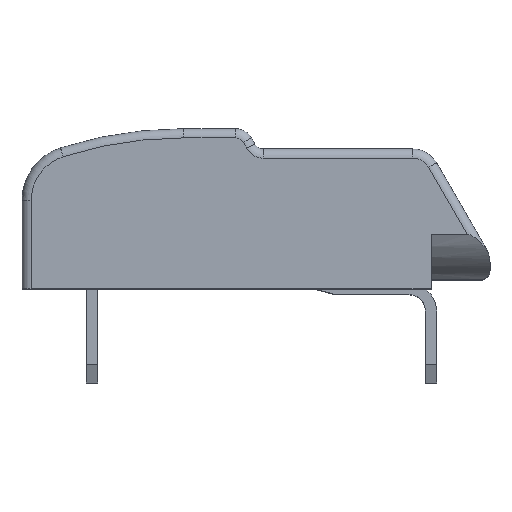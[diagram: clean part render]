
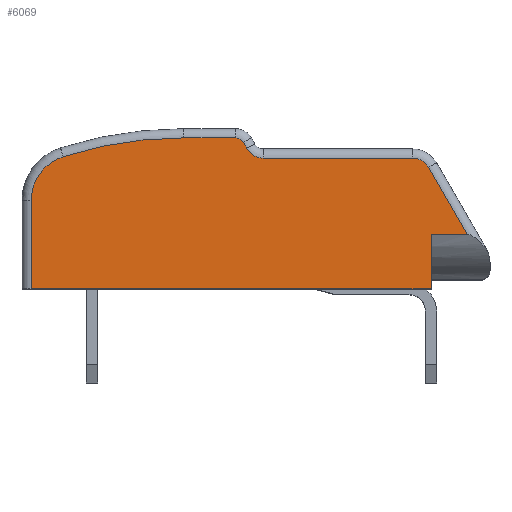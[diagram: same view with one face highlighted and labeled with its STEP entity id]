
A CAD part, top view. The second image highlights one B-rep face of the part: STEP entity #6069.
In plain terms, the highlighted planar face has unit normal (0, 0, 1).
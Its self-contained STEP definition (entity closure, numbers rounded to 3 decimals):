
#206=CIRCLE('',#6371,0.5);
#207=CIRCLE('',#6372,0.5);
#208=CIRCLE('',#6373,0.25);
#209=CIRCLE('',#6374,10.75);
#210=CIRCLE('',#6375,1.25);
#609=ORIENTED_EDGE('',*,*,#1894,.T.);
#610=ORIENTED_EDGE('',*,*,#1895,.T.);
#611=ORIENTED_EDGE('',*,*,#1896,.T.);
#612=ORIENTED_EDGE('',*,*,#1897,.T.);
#613=ORIENTED_EDGE('',*,*,#1898,.T.);
#614=ORIENTED_EDGE('',*,*,#1899,.T.);
#615=ORIENTED_EDGE('',*,*,#1900,.T.);
#616=ORIENTED_EDGE('',*,*,#1901,.T.);
#617=ORIENTED_EDGE('',*,*,#1902,.T.);
#618=ORIENTED_EDGE('',*,*,#1903,.T.);
#619=ORIENTED_EDGE('',*,*,#1904,.T.);
#620=ORIENTED_EDGE('',*,*,#1905,.T.);
#621=ORIENTED_EDGE('',*,*,#1906,.T.);
#1894=EDGE_CURVE('',#2525,#2526,#2915,.T.);
#1895=EDGE_CURVE('',#2526,#2527,#2916,.T.);
#1896=EDGE_CURVE('',#2527,#2528,#2917,.T.);
#1897=EDGE_CURVE('',#2528,#2529,#206,.T.);
#1898=EDGE_CURVE('',#2529,#2530,#2918,.T.);
#1899=EDGE_CURVE('',#2530,#2531,#207,.F.);
#1900=EDGE_CURVE('',#2531,#2532,#2919,.T.);
#1901=EDGE_CURVE('',#2532,#2533,#208,.T.);
#1902=EDGE_CURVE('',#2533,#2534,#2920,.T.);
#1903=EDGE_CURVE('',#2534,#2535,#209,.T.);
#1904=EDGE_CURVE('',#2535,#2536,#210,.T.);
#1905=EDGE_CURVE('',#2536,#2537,#2921,.T.);
#1906=EDGE_CURVE('',#2537,#2525,#2922,.T.);
#2525=VERTEX_POINT('',#8555);
#2526=VERTEX_POINT('',#8556);
#2527=VERTEX_POINT('',#8558);
#2528=VERTEX_POINT('',#8560);
#2529=VERTEX_POINT('',#8562);
#2530=VERTEX_POINT('',#8564);
#2531=VERTEX_POINT('',#8566);
#2532=VERTEX_POINT('',#8568);
#2533=VERTEX_POINT('',#8570);
#2534=VERTEX_POINT('',#8572);
#2535=VERTEX_POINT('',#8574);
#2536=VERTEX_POINT('',#8576);
#2537=VERTEX_POINT('',#8578);
#2915=LINE('',#8554,#3347);
#2916=LINE('',#8557,#3348);
#2917=LINE('',#8559,#3349);
#2918=LINE('',#8563,#3350);
#2919=LINE('',#8567,#3351);
#2920=LINE('',#8571,#3352);
#2921=LINE('',#8577,#3353);
#2922=LINE('',#8579,#3354);
#3347=VECTOR('',#7042,1000.);
#3348=VECTOR('',#7043,1000.);
#3349=VECTOR('',#7044,1000.);
#3350=VECTOR('',#7047,1000.);
#3351=VECTOR('',#7050,1000.);
#3352=VECTOR('',#7053,1000.);
#3353=VECTOR('',#7058,1000.);
#3354=VECTOR('',#7059,1000.);
#3692=EDGE_LOOP('',(#609,#610,#611,#612,#613,#614,#615,#616,#617,#618,#619,
#620,#621));
#3948=FACE_BOUND('',#3692,.T.);
#4181=PLANE('',#6370);
#6069=ADVANCED_FACE('',(#3948),#4181,.T.);
#6370=AXIS2_PLACEMENT_3D('',#8553,#7040,#7041);
#6371=AXIS2_PLACEMENT_3D('',#8561,#7045,#7046);
#6372=AXIS2_PLACEMENT_3D('',#8565,#7048,#7049);
#6373=AXIS2_PLACEMENT_3D('',#8569,#7051,#7052);
#6374=AXIS2_PLACEMENT_3D('',#8573,#7054,#7055);
#6375=AXIS2_PLACEMENT_3D('',#8575,#7056,#7057);
#7040=DIRECTION('',(0.,0.,1.));
#7041=DIRECTION('',(1.,0.,0.));
#7042=DIRECTION('',(0.,1.,0.));
#7043=DIRECTION('',(1.,0.,0.));
#7044=DIRECTION('',(-0.5,0.866,0.));
#7045=DIRECTION('',(0.,0.,1.));
#7046=DIRECTION('',(1.,0.,0.));
#7047=DIRECTION('',(-1.,0.,0.));
#7048=DIRECTION('',(0.,0.,1.));
#7049=DIRECTION('',(1.,0.,0.));
#7050=DIRECTION('',(-0.5,0.866,0.));
#7051=DIRECTION('',(0.,0.,1.));
#7052=DIRECTION('',(1.,0.,0.));
#7053=DIRECTION('',(-1.,0.,0.));
#7054=DIRECTION('',(0.,0.,1.));
#7055=DIRECTION('',(1.,0.,0.));
#7056=DIRECTION('',(0.,0.,1.));
#7057=DIRECTION('',(1.,0.,0.));
#7058=DIRECTION('',(0.,-1.,0.));
#7059=DIRECTION('',(1.,0.,0.));
#8553=CARTESIAN_POINT('',(-11.2,2.4,7.9));
#8554=CARTESIAN_POINT('',(-1.6,0.,7.9));
#8555=CARTESIAN_POINT('',(-1.6,0.,7.9));
#8556=CARTESIAN_POINT('',(-1.6,1.475,7.9));
#8557=CARTESIAN_POINT('',(-1.6,1.475,7.9));
#8558=CARTESIAN_POINT('',(-0.613,1.475,7.9));
#8559=CARTESIAN_POINT('',(-1.667,3.3,7.9));
#8560=CARTESIAN_POINT('',(-1.667,3.3,7.9));
#8561=CARTESIAN_POINT('',(-2.1,3.05,7.9));
#8562=CARTESIAN_POINT('',(-2.1,3.55,7.9));
#8563=CARTESIAN_POINT('',(-6.156,3.55,7.9));
#8564=CARTESIAN_POINT('',(-6.156,3.55,7.9));
#8565=CARTESIAN_POINT('',(-6.156,4.05,7.9));
#8566=CARTESIAN_POINT('',(-6.6,3.819,7.9));
#8567=CARTESIAN_POINT('',(-6.689,3.975,7.9));
#8568=CARTESIAN_POINT('',(-6.689,3.975,7.9));
#8569=CARTESIAN_POINT('',(-6.906,3.85,7.9));
#8570=CARTESIAN_POINT('',(-6.906,4.1,7.9));
#8571=CARTESIAN_POINT('',(-8.311,4.1,7.9));
#8572=CARTESIAN_POINT('',(-8.311,4.1,7.9));
#8573=CARTESIAN_POINT('',(-8.311,-6.65,7.9));
#8574=CARTESIAN_POINT('',(-11.58,3.591,7.9));
#8575=CARTESIAN_POINT('',(-11.2,2.4,7.9));
#8576=CARTESIAN_POINT('',(-12.45,2.4,7.9));
#8577=CARTESIAN_POINT('',(-12.45,0.,7.9));
#8578=CARTESIAN_POINT('',(-12.45,0.,7.9));
#8579=CARTESIAN_POINT('',(-12.7,0.,7.9));
